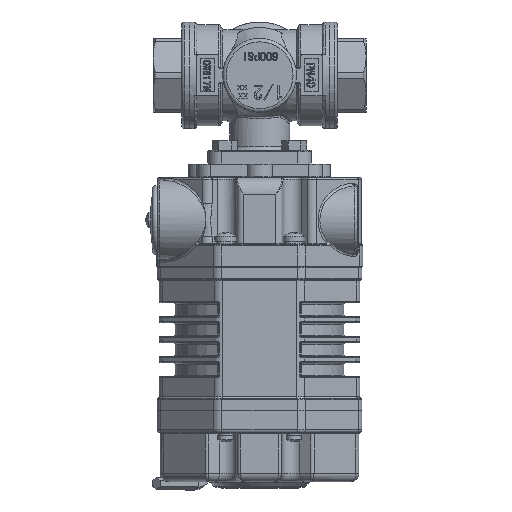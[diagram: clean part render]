
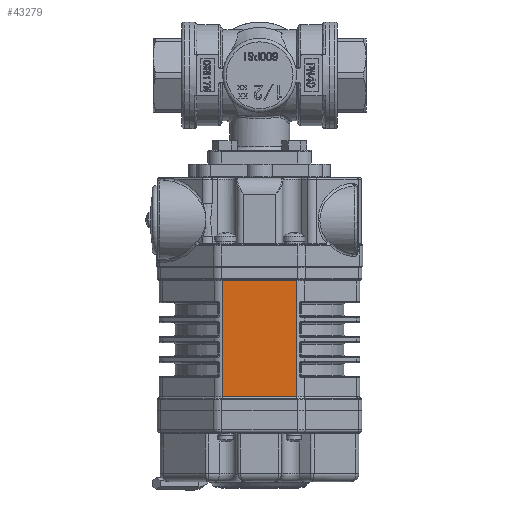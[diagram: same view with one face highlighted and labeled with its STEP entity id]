
A CAD part, left-side view. The second image highlights one B-rep face of the part: STEP entity #43279.
In plain terms, the highlighted face is planar.
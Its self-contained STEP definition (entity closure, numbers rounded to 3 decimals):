
#1335=PLANE('',#54995);
#3404=LINE('',#95169,#6269);
#3412=LINE('',#95233,#6277);
#3825=LINE('',#98431,#6690);
#3826=LINE('',#98432,#6691);
#6269=VECTOR('',#63649,1000.);
#6277=VECTOR('',#63737,1000.);
#6690=VECTOR('',#65802,1000.);
#6691=VECTOR('',#65803,1000.);
#18417=ORIENTED_EDGE('',*,*,#26549,.T.);
#18418=ORIENTED_EDGE('',*,*,#25600,.T.);
#18419=ORIENTED_EDGE('',*,*,#26550,.T.);
#18420=ORIENTED_EDGE('',*,*,#25568,.T.);
#25568=EDGE_CURVE('',#30545,#30547,#3404,.T.);
#25600=EDGE_CURVE('',#30561,#30563,#3412,.T.);
#26549=EDGE_CURVE('',#30547,#30561,#3825,.T.);
#26550=EDGE_CURVE('',#30563,#30545,#3826,.T.);
#30545=VERTEX_POINT('',#95160);
#30547=VERTEX_POINT('',#95168);
#30561=VERTEX_POINT('',#95224);
#30563=VERTEX_POINT('',#95232);
#36843=EDGE_LOOP('',(#18417,#18418,#18419,#18420));
#40053=FACE_BOUND('',#36843,.T.);
#43279=ADVANCED_FACE('',(#40053),#1335,.F.);
#54995=AXIS2_PLACEMENT_3D('',#98430,#65800,#65801);
#63649=DIRECTION('',(0.,0.,1.));
#63737=DIRECTION('',(0.,0.,-1.));
#65800=DIRECTION('',(-1.,0.,0.));
#65801=DIRECTION('',(0.,0.,1.));
#65802=DIRECTION('',(0.,-1.,0.));
#65803=DIRECTION('',(0.,1.,0.));
#95160=CARTESIAN_POINT('',(36.75,21.25,-13.565));
#95168=CARTESIAN_POINT('',(36.75,21.25,13.565));
#95169=CARTESIAN_POINT('',(36.75,21.25,13.565));
#95224=CARTESIAN_POINT('',(36.75,-21.25,13.565));
#95232=CARTESIAN_POINT('',(36.75,-21.25,-13.565));
#95233=CARTESIAN_POINT('',(36.75,-21.25,-13.565));
#98430=CARTESIAN_POINT('',(36.75,26.25,15.222));
#98431=CARTESIAN_POINT('',(36.75,26.25,13.565));
#98432=CARTESIAN_POINT('',(36.75,26.25,-13.565));
